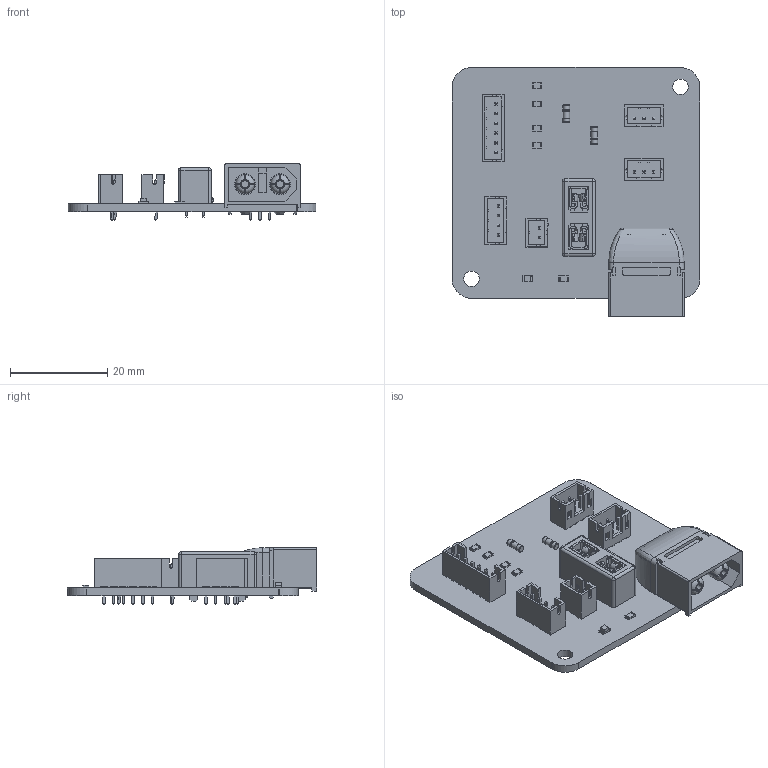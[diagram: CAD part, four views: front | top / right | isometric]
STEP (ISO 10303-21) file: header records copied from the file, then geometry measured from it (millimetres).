
FILE_DESCRIPTION(('KiCad electronic assembly'),'2;1');
FILE_NAME('Selector-REV0-2025-02-19.step','2025-02-19T21:47:36',( 'Pcbnew'),('Kicad'),'Open CASCADE STEP processor 7.6', 'KiCad to STEP converter','Unknown');
FILE_SCHEMA(('AUTOMOTIVE_DESIGN { 1 0 10303 214 1 1 1 1 }'));
Length unit declared in the file: millimetre
Products named in the file (20): Selector-REV0-2025-02-19 1; JST_PH_B4B-PH-K_1x04_P2.00mm_Vertical; JST_B4B_PH_K; JST_PH_B2B-PH-K_1x02_P2.00mm_Vertical; JST_B2B_PH_K; D_MiniMELF; D_MiniMELF_Standard; LED_0805_2012Metric; 3568-20; JST_PH_B3B-PH-K_1x03_P2.00mm_Vertical; JST_B3B_PH_K; R_0805_2012Metric; JST_PH_B6B-PH-K_1x06_P2.00mm_Vertical; JST_B6B_PH_K; XT60PW MALE; _autosave-Selector_PCB
Assembly tree (25 placements, depth 3):
  Selector-REV0-2025-02-19 1
    JST_PH_B4B-PH-K_1x04_P2.00mm_Vertical
      JST_B4B_PH_K
    JST_PH_B2B-PH-K_1x02_P2.00mm_Vertical
      JST_B2B_PH_K
    D_MiniMELF  x2
      D_MiniMELF_Standard
    LED_0805_2012Metric
      LED_0805_2012Metric
    3568-20
      3568-20
    JST_PH_B3B-PH-K_1x03_P2.00mm_Vertical  x2
      JST_B3B_PH_K
    R_0805_2012Metric  x5
      R_0805_2012Metric
    JST_PH_B6B-PH-K_1x06_P2.00mm_Vertical
      JST_B6B_PH_K
    XT60PW MALE
      XT60PW MALE
    _autosave-Selector_PCB
Bounding box: 51 x 51.25 x 11.6 mm (x, y, z)
Volume: 6478.3 mm3; surface area: 10443.6 mm2
Topology: 18 solids, 18 shells, 1407 faces, 3685 edges, 2368 vertices
Faces by surface type: plane 1158, cylinder 185, sphere 22, revolution 20, torus 16, cone 4, bspline 2
Full cylindrical faces by diameter (mm): 0.75 x18, 1.35 x4, 1.4 x6, 1.6 x4, 2.7 x2, 3.2 x2
Entity records: 43973 total; most frequent: CARTESIAN_POINT 6567, ORIENTED_EDGE 6128, DIRECTION 5826, EDGE_CURVE 3064, LINE 2618, VECTOR 2618, VERTEX_POINT 1968, AXIS2_PLACEMENT_3D 1595
